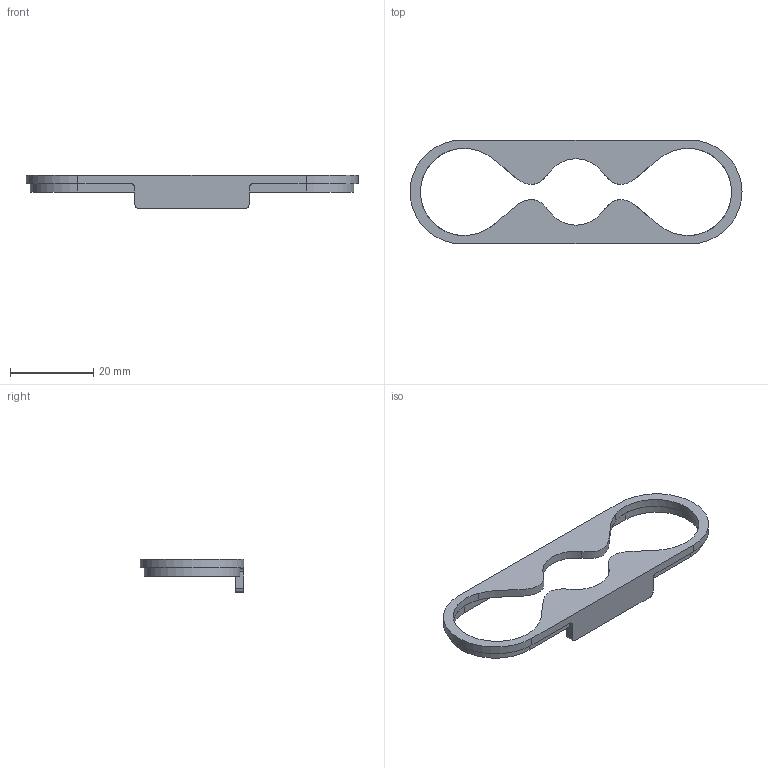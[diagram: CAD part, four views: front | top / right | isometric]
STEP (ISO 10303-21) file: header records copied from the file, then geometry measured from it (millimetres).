
FILE_DESCRIPTION(('FreeCAD Model'),'2;1');
FILE_NAME('Open CASCADE Shape Model','2025-05-05T18:21:32',(''),(''), 'Open CASCADE STEP processor 7.8','FreeCAD','Unknown');
FILE_SCHEMA(('AUTOMOTIVE_DESIGN { 1 0 10303 214 1 1 1 1 }'));
Length unit declared in the file: millimetre
Products named in the file (1): CamEnclosureFront
Bounding box: 80 x 25 x 8 mm (x, y, z)
Volume: 2348 mm3; surface area: 3431.6 mm2
Topology: 1 solids, 1 shells, 35 faces, 98 edges, 64 vertices
Faces by surface type: plane 17, cylinder 14, extrusion 4
Entity records: 1589 total; most frequent: CARTESIAN_POINT 645, ORIENTED_EDGE 196, DIRECTION 190, EDGE_CURVE 98, AXIS2_PLACEMENT_3D 64, VERTEX_POINT 64, VECTOR 62, LINE 58
